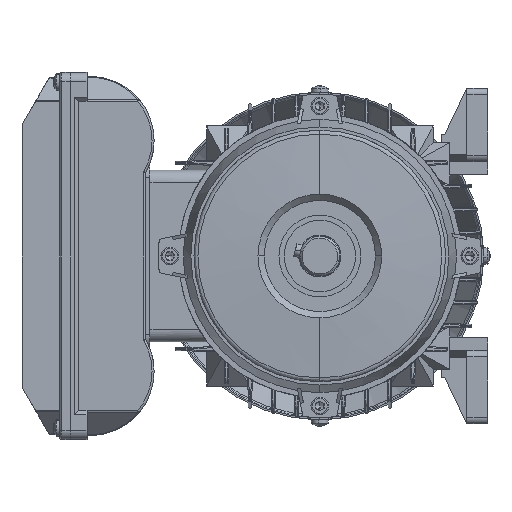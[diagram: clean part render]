
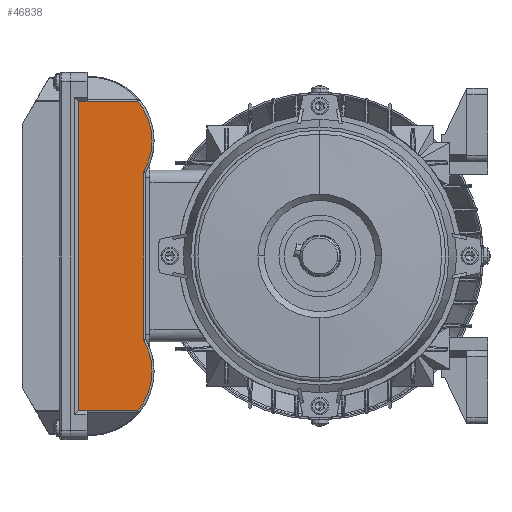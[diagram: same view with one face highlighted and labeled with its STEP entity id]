
A CAD part, left-side view. The second image highlights one B-rep face of the part: STEP entity #46838.
In plain terms, the highlighted face is planar.
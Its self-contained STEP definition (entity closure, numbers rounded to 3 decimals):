
#46261 = VERTEX_POINT ( 'NONE', #85211 ) ;
#46263 = EDGE_CURVE ( 'NONE', #46261, #46287, #85210, .T. ) ;
#46287 = VERTEX_POINT ( 'NONE', #85280 ) ;
#46838 = ADVANCED_FACE ( 'NONE', ( #86240 ), #86238, .T. ) ;
#46839 = EDGE_LOOP ( 'NONE', ( #46840, #46903, #46905, #46906, #46909, #46912, #46915, #46887 ) ) ;
#46840 = ORIENTED_EDGE ( 'NONE', *, *, #46841, .T. ) ;
#46841 = EDGE_CURVE ( 'NONE', #46842, #46843, #86233, .T. ) ;
#46842 = VERTEX_POINT ( 'NONE', #86291 ) ;
#46843 = VERTEX_POINT ( 'NONE', #86290 ) ;
#46887 = ORIENTED_EDGE ( 'NONE', *, *, #46888, .T. ) ;
#46888 = EDGE_CURVE ( 'NONE', #46917, #46842, #86387, .T. ) ;
#46903 = ORIENTED_EDGE ( 'NONE', *, *, #46904, .T. ) ;
#46904 = EDGE_CURVE ( 'NONE', #46843, #46287, #86359, .T. ) ;
#46905 = ORIENTED_EDGE ( 'NONE', *, *, #46263, .F. ) ;
#46906 = ORIENTED_EDGE ( 'NONE', *, *, #46907, .F. ) ;
#46907 = EDGE_CURVE ( 'NONE', #46908, #46261, #86420, .T. ) ;
#46908 = VERTEX_POINT ( 'NONE', #86416 ) ;
#46909 = ORIENTED_EDGE ( 'NONE', *, *, #46910, .T. ) ;
#46910 = EDGE_CURVE ( 'NONE', #46908, #46911, #86415, .T. ) ;
#46911 = VERTEX_POINT ( 'NONE', #86411 ) ;
#46912 = ORIENTED_EDGE ( 'NONE', *, *, #46913, .T. ) ;
#46913 = EDGE_CURVE ( 'NONE', #46911, #46914, #86410, .T. ) ;
#46914 = VERTEX_POINT ( 'NONE', #86406 ) ;
#46915 = ORIENTED_EDGE ( 'NONE', *, *, #46916, .T. ) ;
#46916 = EDGE_CURVE ( 'NONE', #46914, #46917, #86405, .T. ) ;
#46917 = VERTEX_POINT ( 'NONE', #86400 ) ;
#85207 = DIRECTION ( 'NONE',  ( 0., -1., 0. ) ) ;
#85208 = VECTOR ( 'NONE', #85207, 1000. ) ;
#85209 = CARTESIAN_POINT ( 'NONE',  ( 162.293, 34.5, 129. ) ) ;
#85210 = LINE ( 'NONE', #85209, #85208 ) ;
#85211 = CARTESIAN_POINT ( 'NONE',  ( 162.293, 34.5, 129. ) ) ;
#85280 = CARTESIAN_POINT ( 'NONE',  ( 162.293, 30.5, 129. ) ) ;
#86233 = CIRCLE ( 'NONE', #86294, 29.5 ) ;
#86234 = DIRECTION ( 'NONE',  ( 1., 0., 0. ) ) ;
#86235 = DIRECTION ( 'NONE',  ( 0., 0., 1. ) ) ;
#86236 = CARTESIAN_POINT ( 'NONE',  ( 3., -7.5, 129. ) ) ;
#86237 = AXIS2_PLACEMENT_3D ( 'NONE', #86236, #86235, #86234 ) ;
#86238 = PLANE ( 'NONE',  #86237 ) ;
#86239 = CARTESIAN_POINT ( 'NONE',  ( 143.5, 29., 129. ) ) ;
#86240 = FACE_OUTER_BOUND ( 'NONE', #46839, .T. ) ;
#86290 = CARTESIAN_POINT ( 'NONE',  ( 162.293, 6.261, 129. ) ) ;
#86291 = CARTESIAN_POINT ( 'NONE',  ( 128.668, 3.5, 129. ) ) ;
#86292 = DIRECTION ( 'NONE',  ( 1., 0., 0. ) ) ;
#86293 = DIRECTION ( 'NONE',  ( 0., 0., 1. ) ) ;
#86294 = AXIS2_PLACEMENT_3D ( 'NONE', #86239, #86293, #86292 ) ;
#86359 = LINE ( 'NONE', #86423, #86422 ) ;
#86384 = DIRECTION ( 'NONE',  ( 1., 0., 0. ) ) ;
#86385 = VECTOR ( 'NONE', #86384, 1000. ) ;
#86386 = CARTESIAN_POINT ( 'NONE',  ( 128.4, 3.5, 129. ) ) ;
#86387 = LINE ( 'NONE', #86386, #86385 ) ;
#86400 = CARTESIAN_POINT ( 'NONE',  ( 48.332, 3.5, 129. ) ) ;
#86401 = DIRECTION ( 'NONE',  ( 1., 0., 0. ) ) ;
#86402 = DIRECTION ( 'NONE',  ( 0., 0., 1. ) ) ;
#86403 = CARTESIAN_POINT ( 'NONE',  ( 33.5, 29., 129. ) ) ;
#86404 = AXIS2_PLACEMENT_3D ( 'NONE', #86403, #86402, #86401 ) ;
#86405 = CIRCLE ( 'NONE', #86404, 29.5 ) ;
#86406 = CARTESIAN_POINT ( 'NONE',  ( 14.707, 6.261, 129. ) ) ;
#86407 = DIRECTION ( 'NONE',  ( 0., -1., 0. ) ) ;
#86408 = VECTOR ( 'NONE', #86407, 1000. ) ;
#86409 = CARTESIAN_POINT ( 'NONE',  ( 14.707, -7.5, 129. ) ) ;
#86410 = LINE ( 'NONE', #86409, #86408 ) ;
#86411 = CARTESIAN_POINT ( 'NONE',  ( 14.707, 30.5, 129. ) ) ;
#86412 = DIRECTION ( 'NONE',  ( 0., -1., 0. ) ) ;
#86413 = VECTOR ( 'NONE', #86412, 1000. ) ;
#86414 = CARTESIAN_POINT ( 'NONE',  ( 14.707, 34.5, 129. ) ) ;
#86415 = LINE ( 'NONE', #86414, #86413 ) ;
#86416 = CARTESIAN_POINT ( 'NONE',  ( 14.707, 34.5, 129. ) ) ;
#86417 = DIRECTION ( 'NONE',  ( 1., 0., 0. ) ) ;
#86418 = VECTOR ( 'NONE', #86417, 1000. ) ;
#86419 = CARTESIAN_POINT ( 'NONE',  ( 14.707, 34.5, 129. ) ) ;
#86420 = LINE ( 'NONE', #86419, #86418 ) ;
#86421 = DIRECTION ( 'NONE',  ( 0., 1., 0. ) ) ;
#86422 = VECTOR ( 'NONE', #86421, 1000. ) ;
#86423 = CARTESIAN_POINT ( 'NONE',  ( 162.293, -7.5, 129. ) ) ;
